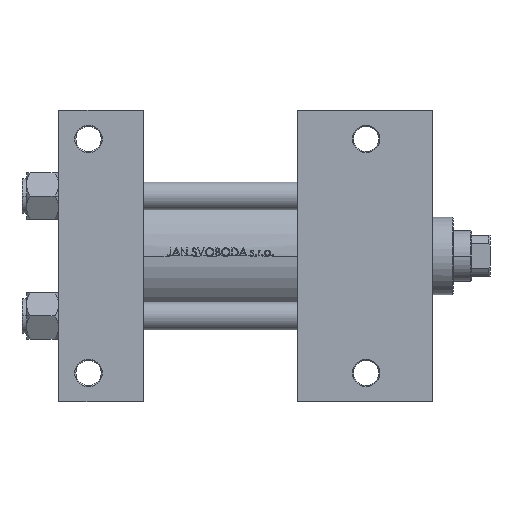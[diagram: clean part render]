
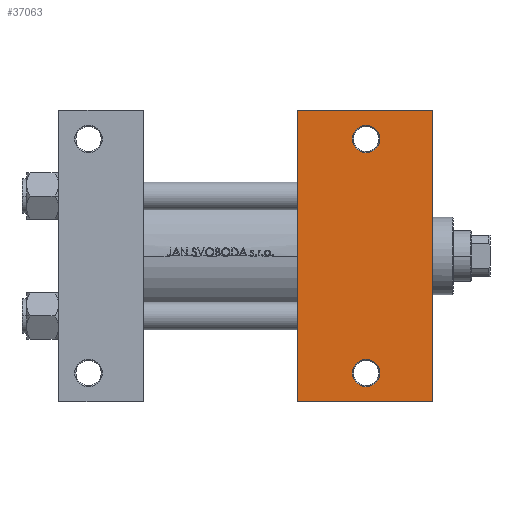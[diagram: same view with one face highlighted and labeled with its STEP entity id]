
A CAD part, front view. The second image highlights one B-rep face of the part: STEP entity #37063.
In plain terms, the highlighted face is planar.
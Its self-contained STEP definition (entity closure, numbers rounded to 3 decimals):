
#134 = CIRCLE ( 'NONE', #15234, 5.999 ) ;
#1589 = ORIENTED_EDGE ( 'NONE', *, *, #37865, .T. ) ;
#1913 = LINE ( 'NONE', #3311, #36094 ) ;
#2044 = DIRECTION ( 'NONE',  ( -1., 0., 0. ) ) ;
#2514 = FACE_BOUND ( 'NONE', #3928, .T. ) ;
#2698 = EDGE_LOOP ( 'NONE', ( #28110, #46142 ) ) ;
#3047 = ORIENTED_EDGE ( 'NONE', *, *, #34632, .F. ) ;
#3258 = EDGE_CURVE ( 'NONE', #27059, #44530, #1913, .T. ) ;
#3311 = CARTESIAN_POINT ( 'NONE',  ( 104., 63.5, -37.5 ) ) ;
#3928 = EDGE_LOOP ( 'NONE', ( #32400, #45910 ) ) ;
#4086 = LINE ( 'NONE', #33978, #27296 ) ;
#4260 = AXIS2_PLACEMENT_3D ( 'NONE', #45328, #26881, #23142 ) ;
#4656 = EDGE_LOOP ( 'NONE', ( #3047, #48803, #11462, #1589 ) ) ;
#5034 = DIRECTION ( 'NONE',  ( 0., 0., 1. ) ) ;
#7299 = CARTESIAN_POINT ( 'NONE',  ( 163., -63.5, -37.5 ) ) ;
#7963 = DIRECTION ( 'NONE',  ( -1., 0., 0. ) ) ;
#8252 = AXIS2_PLACEMENT_3D ( 'NONE', #46644, #39663, #31700 ) ;
#9800 = VERTEX_POINT ( 'NONE', #16653 ) ;
#11462 = ORIENTED_EDGE ( 'NONE', *, *, #33409, .T. ) ;
#13309 = VERTEX_POINT ( 'NONE', #15874 ) ;
#13484 = CARTESIAN_POINT ( 'NONE',  ( 163., 37.5, -37.5 ) ) ;
#13791 = CARTESIAN_POINT ( 'NONE',  ( 104., -63.5, -37.5 ) ) ;
#15234 = AXIS2_PLACEMENT_3D ( 'NONE', #17108, #44003, #28311 ) ;
#15874 = CARTESIAN_POINT ( 'NONE',  ( 104., -63.5, -37.5 ) ) ;
#16653 = CARTESIAN_POINT ( 'NONE',  ( 128.001, -51., -37.5 ) ) ;
#16784 = LINE ( 'NONE', #13791, #26625 ) ;
#17108 = CARTESIAN_POINT ( 'NONE',  ( 134., 51., -37.5 ) ) ;
#17293 = DIRECTION ( 'NONE',  ( -1., 0., 0. ) ) ;
#18433 = FACE_OUTER_BOUND ( 'NONE', #4656, .T. ) ;
#18702 = CARTESIAN_POINT ( 'NONE',  ( 163., 63.5, -37.5 ) ) ;
#23142 = DIRECTION ( 'NONE',  ( -1., 0., 0. ) ) ;
#23638 = CIRCLE ( 'NONE', #42722, 5.999 ) ;
#24828 = CARTESIAN_POINT ( 'NONE',  ( 104., 63.5, -37.5 ) ) ;
#26625 = VECTOR ( 'NONE', #17293, 1000. ) ;
#26881 = DIRECTION ( 'NONE',  ( 0., 0., 1. ) ) ;
#27037 = EDGE_CURVE ( 'NONE', #41273, #47296, #134, .T. ) ;
#27059 = VERTEX_POINT ( 'NONE', #24828 ) ;
#27296 = VECTOR ( 'NONE', #34458, 1000. ) ;
#27368 = AXIS2_PLACEMENT_3D ( 'NONE', #13484, #45578, #7963 ) ;
#28110 = ORIENTED_EDGE ( 'NONE', *, *, #35353, .T. ) ;
#28311 = DIRECTION ( 'NONE',  ( -1., 0., 0. ) ) ;
#28810 = DIRECTION ( 'NONE',  ( 1., 0., 0. ) ) ;
#28943 = CIRCLE ( 'NONE', #4260, 5.999 ) ;
#29011 = EDGE_CURVE ( 'NONE', #47296, #41273, #44839, .T. ) ;
#29645 = FACE_BOUND ( 'NONE', #2698, .T. ) ;
#31700 = DIRECTION ( 'NONE',  ( -1., 0., 0. ) ) ;
#32400 = ORIENTED_EDGE ( 'NONE', *, *, #27037, .T. ) ;
#33059 = LINE ( 'NONE', #33789, #36022 ) ;
#33409 = EDGE_CURVE ( 'NONE', #44530, #44026, #33059, .T. ) ;
#33630 = PLANE ( 'NONE',  #27368 ) ;
#33789 = CARTESIAN_POINT ( 'NONE',  ( 163., 37.5, -37.5 ) ) ;
#33978 = CARTESIAN_POINT ( 'NONE',  ( 104., 37.5, -37.5 ) ) ;
#34458 = DIRECTION ( 'NONE',  ( 0., -1., 0. ) ) ;
#34632 = EDGE_CURVE ( 'NONE', #27059, #13309, #4086, .T. ) ;
#35353 = EDGE_CURVE ( 'NONE', #9800, #37178, #28943, .T. ) ;
#36022 = VECTOR ( 'NONE', #48257, 1000. ) ;
#36094 = VECTOR ( 'NONE', #28810, 1000. ) ;
#37063 = ADVANCED_FACE ( 'NONE', ( #2514, #29645, #18433 ), #33630, .T. ) ;
#37178 = VERTEX_POINT ( 'NONE', #46558 ) ;
#37865 = EDGE_CURVE ( 'NONE', #44026, #13309, #16784, .T. ) ;
#39155 = CARTESIAN_POINT ( 'NONE',  ( 134., -51., -37.5 ) ) ;
#39344 = CARTESIAN_POINT ( 'NONE',  ( 128.001, 51., -37.5 ) ) ;
#39663 = DIRECTION ( 'NONE',  ( 0., 0., 1. ) ) ;
#41273 = VERTEX_POINT ( 'NONE', #39344 ) ;
#42722 = AXIS2_PLACEMENT_3D ( 'NONE', #39155, #5034, #2044 ) ;
#43878 = CARTESIAN_POINT ( 'NONE',  ( 139.999, 51., -37.5 ) ) ;
#44003 = DIRECTION ( 'NONE',  ( 0., 0., 1. ) ) ;
#44026 = VERTEX_POINT ( 'NONE', #7299 ) ;
#44530 = VERTEX_POINT ( 'NONE', #18702 ) ;
#44839 = CIRCLE ( 'NONE', #8252, 5.999 ) ;
#45328 = CARTESIAN_POINT ( 'NONE',  ( 134., -51., -37.5 ) ) ;
#45578 = DIRECTION ( 'NONE',  ( 0., 0., -1. ) ) ;
#45910 = ORIENTED_EDGE ( 'NONE', *, *, #29011, .T. ) ;
#46142 = ORIENTED_EDGE ( 'NONE', *, *, #47297, .T. ) ;
#46558 = CARTESIAN_POINT ( 'NONE',  ( 139.999, -51., -37.5 ) ) ;
#46644 = CARTESIAN_POINT ( 'NONE',  ( 134., 51., -37.5 ) ) ;
#47296 = VERTEX_POINT ( 'NONE', #43878 ) ;
#47297 = EDGE_CURVE ( 'NONE', #37178, #9800, #23638, .T. ) ;
#48257 = DIRECTION ( 'NONE',  ( 0., -1., 0. ) ) ;
#48803 = ORIENTED_EDGE ( 'NONE', *, *, #3258, .T. ) ;
